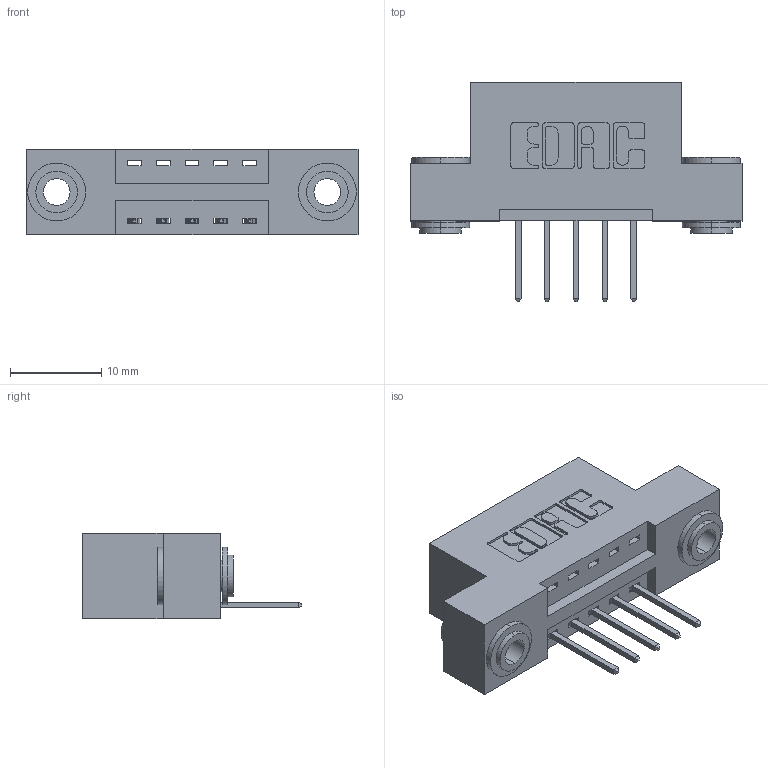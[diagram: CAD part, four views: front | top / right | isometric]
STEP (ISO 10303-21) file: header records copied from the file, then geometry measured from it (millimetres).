
FILE_DESCRIPTION (( 'STEP AP203' ), '1' );
FILE_NAME ('346-005-526-103.STEP', '2022-05-04T17:42:46', ( '' ), ( '' ), 'SwSTEP 2.0', 'SolidWorks 2020', '' );
FILE_SCHEMA (( 'CONFIG_CONTROL_DESIGN' ));
Length unit declared in the file: inch
Products named in the file (4): 345-292-001_345-293-126; 346 Part_Flush Mounting Lugs - 0.156 Dia-TH; 345-250-002_345-250-002-102; 346-005-526-103
Assembly tree (8 placements, depth 2):
  346-005-526-103
    346 Part_Flush Mounting Lugs - 0.156 Dia-TH
    345-292-001_345-293-126  x5
    345-250-002_345-250-002-102  x2
Bounding box: 36.45 x 24.13 x 9.4 mm (x, y, z)
Volume: 3231.4 mm3; surface area: 3886.1 mm2
Topology: 8 solids, 8 shells, 464 faces, 1321 edges, 870 vertices
Faces by surface type: plane 300, cylinder 156, cone 8
Entity records: 9168 total; most frequent: CARTESIAN_POINT 1564, ORIENTED_EDGE 1494, DIRECTION 1455, EDGE_CURVE 747, LINE 571, VECTOR 571, VERTEX_POINT 494, AXIS2_PLACEMENT_3D 442
